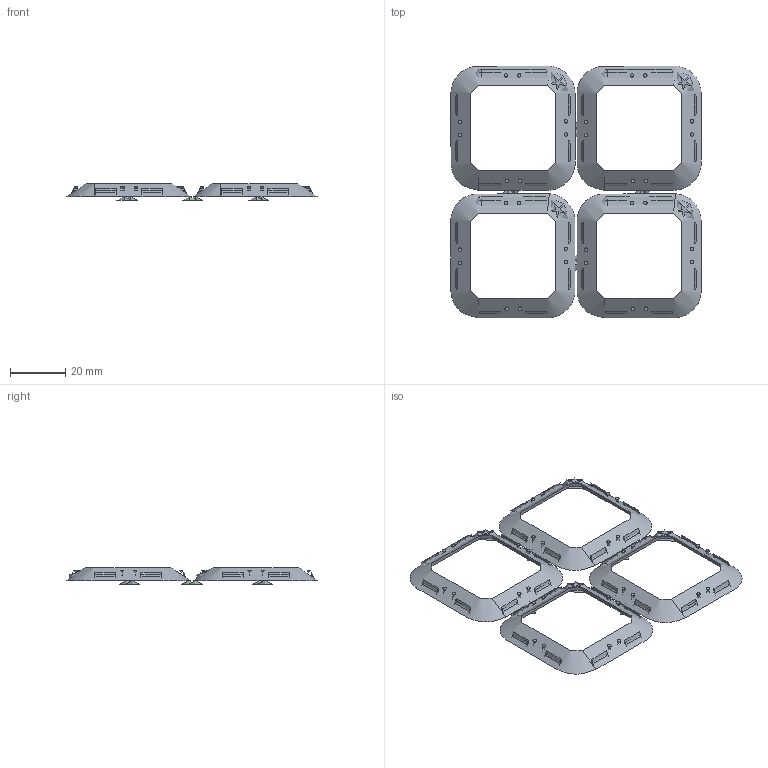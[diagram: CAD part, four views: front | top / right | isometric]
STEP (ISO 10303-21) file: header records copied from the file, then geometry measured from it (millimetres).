
FILE_DESCRIPTION(/* description */ (''),/* implementation_level */ '2;1');
FILE_NAME(/* name */ 'tops',/* time_stamp */ '2015-05-06T12:26:17-07:00',/* author */ (''),/* organization */ (''),/* preprocessor_version */ 'ST-DEVELOPER v15',/* originating_system */ '',/* authorisation */ '');
FILE_SCHEMA (('AUTOMOTIVE_DESIGN'));
Length unit declared in the file: inch
Products named in the file (3): Document; Button peg; Top latch
Assembly tree (64 placements, depth 2):
  Document
    Button peg  x32
    Top latch  x32
Bounding box: 90.77 x 91.29 x 6.16 mm (x, y, z)
Volume: 109.8 mm3
Topology: 32 solids, 84 shells, 784 faces, 1932 edges, 1200 vertices
Faces by surface type: plane 396, bspline 388
Entity records: 14793 total; most frequent: CARTESIAN_POINT 10983, ORIENTED_EDGE 958, EDGE_CURVE 538, B_SPLINE_CURVE_WITH_KNOTS 478, VERTEX_POINT 332, EDGE_LOOP 207, ADVANCED_FACE 195, FACE_OUTER_BOUND 195
